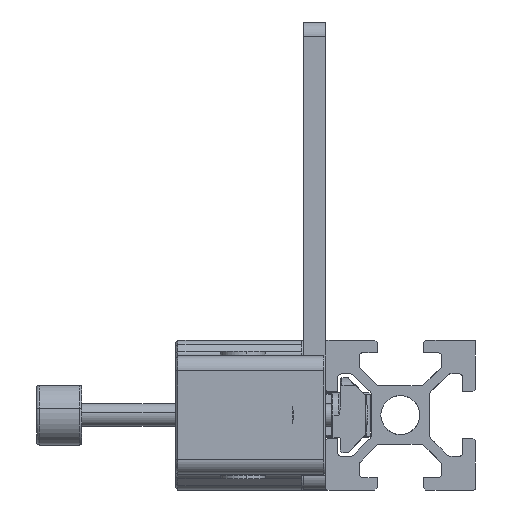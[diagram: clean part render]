
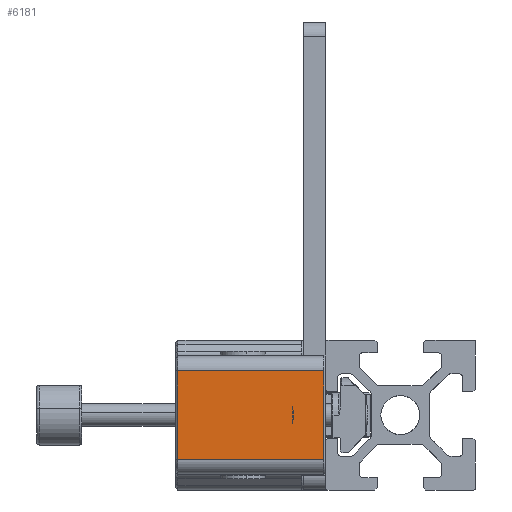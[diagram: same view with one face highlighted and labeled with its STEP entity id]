
A CAD part, left-side view. The second image highlights one B-rep face of the part: STEP entity #6181.
In plain terms, the highlighted planar face has unit normal (-1, 0, 0).
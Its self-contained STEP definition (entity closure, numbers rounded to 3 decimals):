
#227 = LINE ( 'NONE', #13937, #14676 ) ;
#625 = CARTESIAN_POINT ( 'NONE',  ( -40., 19.7, -5.9 ) ) ;
#885 = EDGE_CURVE ( 'NONE', #11193, #9706, #15387, .T. ) ;
#908 = ORIENTED_EDGE ( 'NONE', *, *, #3554, .T. ) ;
#1038 = VERTEX_POINT ( 'NONE', #625 ) ;
#1482 = CARTESIAN_POINT ( 'NONE',  ( -40., 20., 5.9 ) ) ;
#2140 = EDGE_CURVE ( 'NONE', #1038, #6142, #10941, .T. ) ;
#2458 = ORIENTED_EDGE ( 'NONE', *, *, #15542, .T. ) ;
#3166 = VECTOR ( 'NONE', #15769, 1000. ) ;
#3554 = EDGE_CURVE ( 'NONE', #9706, #1038, #227, .T. ) ;
#3885 = DIRECTION ( 'NONE',  ( 0., 0., -1. ) ) ;
#4499 = ORIENTED_EDGE ( 'NONE', *, *, #885, .T. ) ;
#5673 = EDGE_LOOP ( 'NONE', ( #15905, #2458, #4499, #908 ) ) ;
#6111 = DIRECTION ( 'NONE',  ( 0., 0., -1. ) ) ;
#6142 = VERTEX_POINT ( 'NONE', #15964 ) ;
#6181 = ADVANCED_FACE ( 'NONE', ( #10373 ), #16190, .F. ) ;
#9566 = DIRECTION ( 'NONE',  ( 0., -1., 0. ) ) ;
#9706 = VERTEX_POINT ( 'NONE', #11897 ) ;
#10373 = FACE_OUTER_BOUND ( 'NONE', #5673, .T. ) ;
#10875 = CARTESIAN_POINT ( 'NONE',  ( -40., 0., -5.9 ) ) ;
#10926 = VECTOR ( 'NONE', #13928, 1000. ) ;
#10941 = LINE ( 'NONE', #10875, #15939 ) ;
#11193 = VERTEX_POINT ( 'NONE', #13916 ) ;
#11336 = CARTESIAN_POINT ( 'NONE',  ( -40., 20., 10. ) ) ;
#11386 = CARTESIAN_POINT ( 'NONE',  ( -40., 0.2, 10. ) ) ;
#11897 = CARTESIAN_POINT ( 'NONE',  ( -40., 19.7, 5.9 ) ) ;
#12548 = DIRECTION ( 'NONE',  ( 1., 0., 0. ) ) ;
#13916 = CARTESIAN_POINT ( 'NONE',  ( -40., 0.2, 5.9 ) ) ;
#13928 = DIRECTION ( 'NONE',  ( 0., 0., 1. ) ) ;
#13937 = CARTESIAN_POINT ( 'NONE',  ( -40., 19.7, 10. ) ) ;
#14208 = AXIS2_PLACEMENT_3D ( 'NONE', #11336, #12548, #6111 ) ;
#14676 = VECTOR ( 'NONE', #3885, 1000. ) ;
#15387 = LINE ( 'NONE', #1482, #3166 ) ;
#15542 = EDGE_CURVE ( 'NONE', #6142, #11193, #16118, .T. ) ;
#15769 = DIRECTION ( 'NONE',  ( 0., 1., 0. ) ) ;
#15905 = ORIENTED_EDGE ( 'NONE', *, *, #2140, .T. ) ;
#15939 = VECTOR ( 'NONE', #9566, 1000. ) ;
#15964 = CARTESIAN_POINT ( 'NONE',  ( -40., 0.2, -5.9 ) ) ;
#16118 = LINE ( 'NONE', #11386, #10926 ) ;
#16190 = PLANE ( 'NONE',  #14208 ) ;
